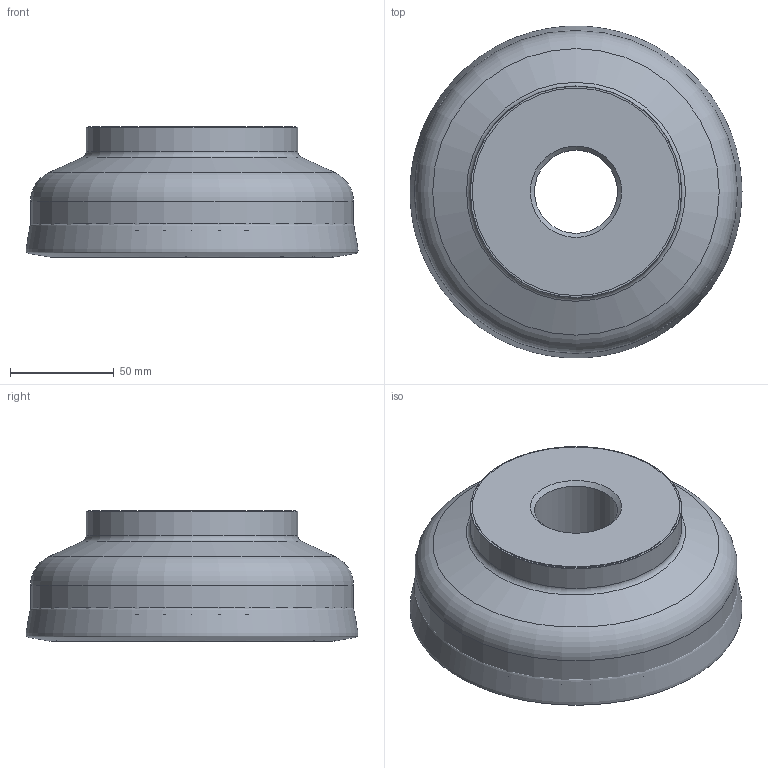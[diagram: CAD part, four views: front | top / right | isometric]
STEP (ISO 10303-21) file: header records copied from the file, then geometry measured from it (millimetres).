
FILE_DESCRIPTION(/* description */ (''),/* implementation_level */ '2;1');
FILE_NAME(/* name */ '1540522319031.stp',/* time_stamp */ '2018-10-26T08:22:21+06:00',/* author */ (''),/* organization */ ('SMS'),/* preprocessor_version */ 'ST-DEVELOPER v15',/* originating_system */ 'SIEMENS PLM Software NX 8.5',/* authorisation */ '');
FILE_SCHEMA (('AUTOMOTIVE_DESIGN { 1 0 10303 214 3 1 1 1 }'));
Length unit declared in the file: millimetre
Products named in the file (4): ASSEMBLY_CONSTRUCTION; 201757593mod000_00; 201832767mod000_00; 201832765mod000_00
Assembly tree (3 placements, depth 2):
  201832765mod000_00
    201832767mod000_00
    201757593mod000_00
    ASSEMBLY_CONSTRUCTION
Bounding box: 159.98 x 159.95 x 63 mm (x, y, z)
Volume: 859153.2 mm3; surface area: 90261.7 mm2
Topology: 2 solids, 2 shells, 28 faces, 59 edges, 50 vertices
Faces by surface type: cone 11, torus 7, cylinder 5, plane 4, bspline 1
Full cylindrical faces by diameter (mm): 40 x1, 56 x1, 100 x1, 102 x1, 155.567 x1
Entity records: 8162 total; most frequent: CARTESIAN_POINT 7421, DIRECTION 144, AXIS2_PLACEMENT_3D 72, FACE_BOUND 55, EDGE_LOOP 54, ORIENTED_EDGE 54, STYLED_ITEM 32, PRESENTATION_STYLE_ASSIGNMENT 32
